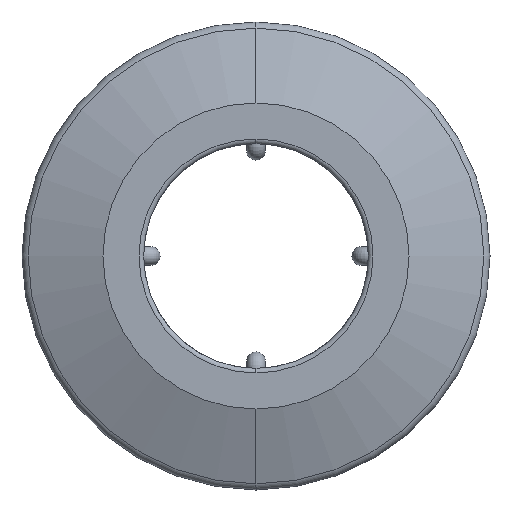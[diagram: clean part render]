
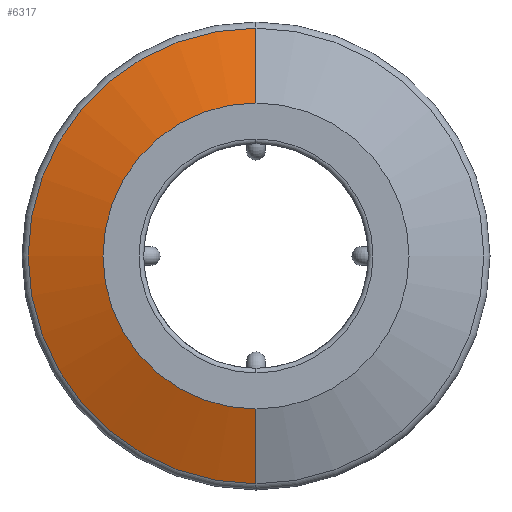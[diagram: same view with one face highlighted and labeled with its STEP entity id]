
A CAD part, left-side view. The second image highlights one B-rep face of the part: STEP entity #6317.
In plain terms, the highlighted conical face has half-angle 70 degrees and reference radius 25 mm.
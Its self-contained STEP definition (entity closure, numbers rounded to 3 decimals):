
#805 = ORIENTED_EDGE ( 'NONE', *, *, #6563, .F. ) ;
#806 = ORIENTED_EDGE ( 'NONE', *, *, #6562, .T. ) ;
#807 = ORIENTED_EDGE ( 'NONE', *, *, #6575, .T. ) ;
#808 = ORIENTED_EDGE ( 'NONE', *, *, #6561, .F. ) ;
#1716 = VECTOR ( 'NONE', #8873, 1000. ) ;
#1720 = VECTOR ( 'NONE', #8870, 1000. ) ;
#1722 = CIRCLE ( 'NONE', #1725, 16.35 ) ;
#1725 = AXIS2_PLACEMENT_3D ( 'NONE', #8876, #8877, #8878 ) ;
#1738 = CIRCLE ( 'NONE', #1745, 24.342 ) ;
#1745 = AXIS2_PLACEMENT_3D ( 'NONE', #8909, #8910, #8911 ) ;
#2179 = AXIS2_PLACEMENT_3D ( 'NONE', #3653, #3651, #3647 ) ;
#2180 = CONICAL_SURFACE ( 'NONE', #2179, 25., 1.222 ) ;
#3609 = CARTESIAN_POINT ( 'NONE',  ( 0., 0., 16.35 ) ) ;
#3611 = CARTESIAN_POINT ( 'NONE',  ( 0., 0., -16.35 ) ) ;
#3647 = DIRECTION ( 'NONE',  ( 0., 0., -1. ) ) ;
#3650 = FACE_OUTER_BOUND ( 'NONE', #14411, .T. ) ;
#3651 = DIRECTION ( 'NONE',  ( 1., 0., 0. ) ) ;
#3653 = CARTESIAN_POINT ( 'NONE',  ( 3.148, 0., 0. ) ) ;
#3771 = VERTEX_POINT ( 'NONE', #6308 ) ;
#3783 = VERTEX_POINT ( 'NONE', #6314 ) ;
#3796 = VERTEX_POINT ( 'NONE', #3609 ) ;
#3799 = VERTEX_POINT ( 'NONE', #3611 ) ;
#6308 = CARTESIAN_POINT ( 'NONE',  ( 2.909, 0., -24.342 ) ) ;
#6314 = CARTESIAN_POINT ( 'NONE',  ( 2.909, 0., 24.342 ) ) ;
#6317 = ADVANCED_FACE ( 'NONE', ( #3650 ), #2180, .T. ) ;
#6561 = EDGE_CURVE ( 'NONE', #3799, #3771, #8860, .T. ) ;
#6562 = EDGE_CURVE ( 'NONE', #3796, #3783, #8866, .T. ) ;
#6563 = EDGE_CURVE ( 'NONE', #3796, #3799, #1722, .T. ) ;
#6575 = EDGE_CURVE ( 'NONE', #3783, #3771, #1738, .T. ) ;
#8860 = LINE ( 'NONE', #8861, #1720 ) ;
#8861 = CARTESIAN_POINT ( 'NONE',  ( 3.148, 0., -25. ) ) ;
#8866 = LINE ( 'NONE', #8871, #1716 ) ;
#8870 = DIRECTION ( 'NONE',  ( 0.342, 0., -0.94 ) ) ;
#8871 = CARTESIAN_POINT ( 'NONE',  ( 3.148, 0., 25. ) ) ;
#8873 = DIRECTION ( 'NONE',  ( 0.342, 0., 0.94 ) ) ;
#8876 = CARTESIAN_POINT ( 'NONE',  ( 0., 0., 0. ) ) ;
#8877 = DIRECTION ( 'NONE',  ( -1., 0., 0. ) ) ;
#8878 = DIRECTION ( 'NONE',  ( 0., 0., 1. ) ) ;
#8909 = CARTESIAN_POINT ( 'NONE',  ( 2.909, 0., 0. ) ) ;
#8910 = DIRECTION ( 'NONE',  ( -1., 0., 0. ) ) ;
#8911 = DIRECTION ( 'NONE',  ( 0., 0., 1. ) ) ;
#14411 = EDGE_LOOP ( 'NONE', ( #805, #806, #807, #808 ) ) ;
